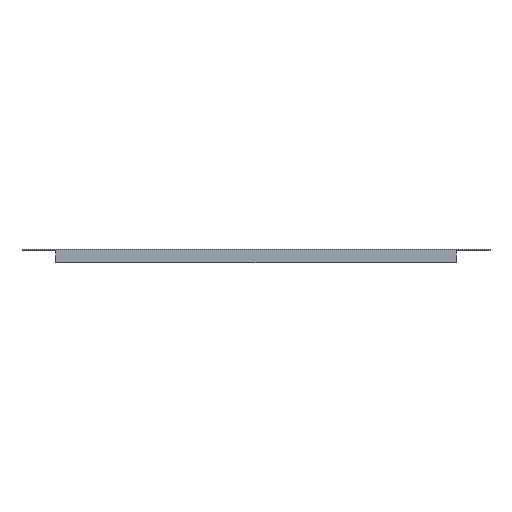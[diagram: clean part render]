
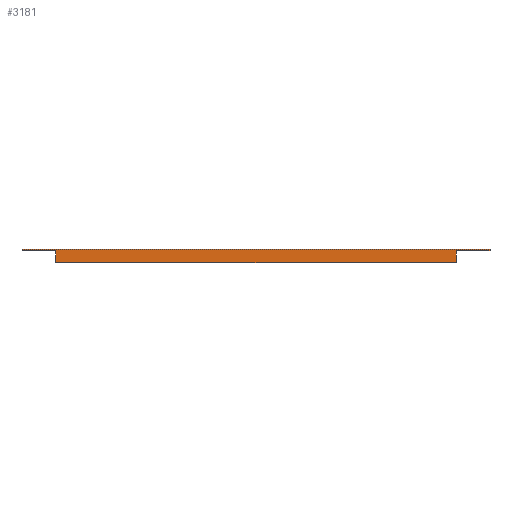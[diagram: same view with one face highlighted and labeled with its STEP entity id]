
A CAD part, front view. The second image highlights one B-rep face of the part: STEP entity #3181.
In plain terms, the highlighted planar face has unit normal (0, -1, 0).
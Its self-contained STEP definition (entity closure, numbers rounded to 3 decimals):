
#134 = LINE ( 'NONE', #5747, #6124 ) ;
#260 = VERTEX_POINT ( 'NONE', #7017 ) ;
#326 = VECTOR ( 'NONE', #6618, 1000. ) ;
#386 = PLANE ( 'NONE',  #4544 ) ;
#511 = LINE ( 'NONE', #5805, #6468 ) ;
#961 = EDGE_CURVE ( 'NONE', #4143, #3342, #511, .T. ) ;
#965 = EDGE_CURVE ( 'NONE', #4759, #2429, #5023, .T. ) ;
#972 = EDGE_CURVE ( 'NONE', #4851, #4759, #4858, .T. ) ;
#973 = EDGE_CURVE ( 'NONE', #4851, #3293, #6294, .T. ) ;
#986 = EDGE_CURVE ( 'NONE', #260, #5739, #134, .T. ) ;
#1099 = EDGE_CURVE ( 'NONE', #3342, #2429, #3306, .T. ) ;
#1429 = VECTOR ( 'NONE', #5338, 1000. ) ;
#1920 = LINE ( 'NONE', #4937, #5033 ) ;
#2429 = VERTEX_POINT ( 'NONE', #6006 ) ;
#2890 = EDGE_CURVE ( 'NONE', #3293, #5739, #3261, .T. ) ;
#2906 = CARTESIAN_POINT ( 'NONE',  ( 265., -71., 0. ) ) ;
#3181 = ADVANCED_FACE ( 'NONE', ( #6590 ), #386, .F. ) ;
#3221 = VECTOR ( 'NONE', #5740, 1000. ) ;
#3261 = LINE ( 'NONE', #6583, #4717 ) ;
#3293 = VERTEX_POINT ( 'NONE', #4294 ) ;
#3306 = LINE ( 'NONE', #5376, #1429 ) ;
#3342 = VERTEX_POINT ( 'NONE', #3980 ) ;
#3597 = ORIENTED_EDGE ( 'NONE', *, *, #1099, .T. ) ;
#3699 = ORIENTED_EDGE ( 'NONE', *, *, #965, .F. ) ;
#3980 = CARTESIAN_POINT ( 'NONE',  ( -265., -71., 0. ) ) ;
#4143 = VERTEX_POINT ( 'NONE', #7543 ) ;
#4196 = ORIENTED_EDGE ( 'NONE', *, *, #972, .F. ) ;
#4294 = CARTESIAN_POINT ( 'NONE',  ( 227., -71., 0. ) ) ;
#4326 = CARTESIAN_POINT ( 'NONE',  ( 227., -71., -13.5 ) ) ;
#4544 = AXIS2_PLACEMENT_3D ( 'NONE', #4944, #4920, #4916 ) ;
#4548 = EDGE_CURVE ( 'NONE', #4143, #260, #1920, .T. ) ;
#4598 = ORIENTED_EDGE ( 'NONE', *, *, #973, .T. ) ;
#4639 = CARTESIAN_POINT ( 'NONE',  ( -227., -71., -13.5 ) ) ;
#4717 = VECTOR ( 'NONE', #6595, 1000. ) ;
#4759 = VERTEX_POINT ( 'NONE', #4639 ) ;
#4843 = ORIENTED_EDGE ( 'NONE', *, *, #2890, .T. ) ;
#4851 = VERTEX_POINT ( 'NONE', #4326 ) ;
#4858 = LINE ( 'NONE', #6674, #3221 ) ;
#4916 = DIRECTION ( 'NONE',  ( -1., 0., 0. ) ) ;
#4920 = DIRECTION ( 'NONE',  ( 0., 1., 0. ) ) ;
#4923 = DIRECTION ( 'NONE',  ( 1., 0., 0. ) ) ;
#4930 = ORIENTED_EDGE ( 'NONE', *, *, #986, .F. ) ;
#4937 = CARTESIAN_POINT ( 'NONE',  ( -265., -71., 1.5 ) ) ;
#4944 = CARTESIAN_POINT ( 'NONE',  ( -265., -71., 1.5 ) ) ;
#5023 = LINE ( 'NONE', #5906, #6639 ) ;
#5033 = VECTOR ( 'NONE', #4923, 1000. ) ;
#5164 = ORIENTED_EDGE ( 'NONE', *, *, #4548, .F. ) ;
#5322 = ORIENTED_EDGE ( 'NONE', *, *, #961, .T. ) ;
#5338 = DIRECTION ( 'NONE',  ( 1., 0., 0. ) ) ;
#5376 = CARTESIAN_POINT ( 'NONE',  ( -265., -71., 0. ) ) ;
#5718 = DIRECTION ( 'NONE',  ( 0., 0., -1. ) ) ;
#5732 = CARTESIAN_POINT ( 'NONE',  ( 227., -71., -13.5 ) ) ;
#5739 = VERTEX_POINT ( 'NONE', #2906 ) ;
#5740 = DIRECTION ( 'NONE',  ( -1., 0., 0. ) ) ;
#5747 = CARTESIAN_POINT ( 'NONE',  ( 265., -71., 1.5 ) ) ;
#5791 = DIRECTION ( 'NONE',  ( 0., 0., -1. ) ) ;
#5805 = CARTESIAN_POINT ( 'NONE',  ( -265., -71., 1.5 ) ) ;
#5819 = DIRECTION ( 'NONE',  ( 0., 0., 1. ) ) ;
#5906 = CARTESIAN_POINT ( 'NONE',  ( -227., -71., -13.5 ) ) ;
#6006 = CARTESIAN_POINT ( 'NONE',  ( -227., -71., 0. ) ) ;
#6124 = VECTOR ( 'NONE', #5718, 1000. ) ;
#6294 = LINE ( 'NONE', #5732, #326 ) ;
#6468 = VECTOR ( 'NONE', #5791, 1000. ) ;
#6575 = EDGE_LOOP ( 'NONE', ( #3597, #3699, #4196, #4598, #4843, #4930, #5164, #5322 ) ) ;
#6583 = CARTESIAN_POINT ( 'NONE',  ( -265., -71., 0. ) ) ;
#6590 = FACE_OUTER_BOUND ( 'NONE', #6575, .T. ) ;
#6595 = DIRECTION ( 'NONE',  ( 1., 0., 0. ) ) ;
#6618 = DIRECTION ( 'NONE',  ( 0., 0., 1. ) ) ;
#6639 = VECTOR ( 'NONE', #5819, 1000. ) ;
#6674 = CARTESIAN_POINT ( 'NONE',  ( 227., -71., -13.5 ) ) ;
#7017 = CARTESIAN_POINT ( 'NONE',  ( 265., -71., 1.5 ) ) ;
#7543 = CARTESIAN_POINT ( 'NONE',  ( -265., -71., 1.5 ) ) ;
